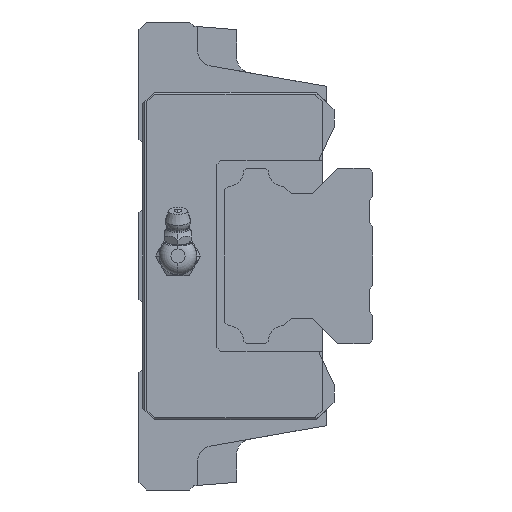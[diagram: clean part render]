
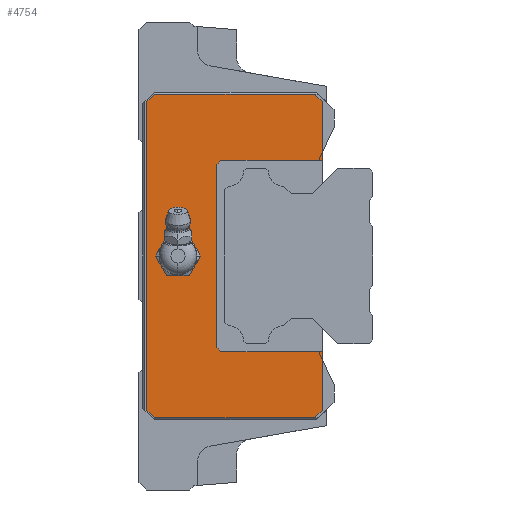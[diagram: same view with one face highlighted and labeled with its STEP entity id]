
A CAD part, left-side view. The second image highlights one B-rep face of the part: STEP entity #4754.
In plain terms, the highlighted planar face has unit normal (-1, 0, 0).
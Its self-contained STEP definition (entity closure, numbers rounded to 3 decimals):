
#1804 = VERTEX_POINT( '', #5010 );
#1884 = EDGE_CURVE( '', #2900, #4410, #5096, .T. );
#1912 = EDGE_CURVE( '', #4410, #4782, #5126, .T. );
#1922 = EDGE_CURVE( '', #3250, #2674, #5137, .T. );
#2106 = VERTEX_POINT( '', #5351 );
#2110 = VERTEX_POINT( '', #5355 );
#2230 = EDGE_CURVE( '', #4718, #2110, #5485, .T. );
#2596 = VERTEX_POINT( '', #5897 );
#2674 = VERTEX_POINT( '', #5985 );
#2684 = EDGE_CURVE( '', #3750, #4002, #5995, .T. );
#2872 = VERTEX_POINT( '', #6201 );
#2900 = VERTEX_POINT( '', #6231 );
#3048 = EDGE_CURVE( '', #3782, #4204, #6400, .T. );
#3164 = EDGE_CURVE( '', #3208, #2106, #6530, .T. );
#3186 = EDGE_CURVE( '', #1804, #4204, #6553, .T. );
#3202 = EDGE_CURVE( '', #4782, #2872, #6570, .T. );
#3208 = VERTEX_POINT( '', #6576 );
#3250 = VERTEX_POINT( '', #6622 );
#3390 = EDGE_CURVE( '', #2674, #2596, #6770, .T. );
#3600 = EDGE_CURVE( '', #2596, #1804, #6997, .T. );
#3644 = EDGE_CURVE( '', #2872, #3782, #7044, .T. );
#3730 = EDGE_CURVE( '', #3208, #3250, #7134, .T. );
#3750 = VERTEX_POINT( '', #7154 );
#3782 = VERTEX_POINT( '', #7191 );
#4002 = VERTEX_POINT( '', #7435 );
#4160 = EDGE_CURVE( '', #2106, #3750, #7610, .T. );
#4204 = VERTEX_POINT( '', #7655 );
#4328 = EDGE_CURVE( '', #4002, #2900, #7786, .T. );
#4410 = VERTEX_POINT( '', #7875 );
#4650 = EDGE_CURVE( '', #2110, #4718, #8136, .T. );
#4718 = VERTEX_POINT( '', #8210 );
#4754 = ADVANCED_FACE( '', ( #8251, #8252 ), #8253, .F. );
#4782 = VERTEX_POINT( '', #8286 );
#5010 = CARTESIAN_POINT( '', ( 178.6, 39., 24.5 ) );
#5096 = LINE( '', #8733, #8734 );
#5126 = LINE( '', #8789, #8790 );
#5137 = LINE( '', #8805, #8806 );
#5351 = CARTESIAN_POINT( '', ( 178.6, 13., -39.5 ) );
#5355 = CARTESIAN_POINT( '', ( 178.6, 54.864, 0. ) );
#5485 = CIRCLE( '', #9346, 4.864 );
#5897 = CARTESIAN_POINT( '', ( 178.6, 40., 23.5 ) );
#5985 = CARTESIAN_POINT( '', ( 178.6, 40., -23.5 ) );
#5995 = LINE( '', #10095, #10096 );
#6201 = CARTESIAN_POINT( '', ( 178.6, 15., 41.5 ) );
#6231 = CARTESIAN_POINT( '', ( 178.6, 58., -39.5 ) );
#6400 = LINE( '', #10664, #10665 );
#6530 = LINE( '', #10929, #10930 );
#6553 = LINE( '', #10956, #10957 );
#6570 = LINE( '', #10987, #10988 );
#6576 = CARTESIAN_POINT( '', ( 178.6, 13., -24.5 ) );
#6622 = CARTESIAN_POINT( '', ( 178.6, 39., -24.5 ) );
#6770 = LINE( '', #11277, #11278 );
#6997 = LINE( '', #11680, #11681 );
#7044 = LINE( '', #11749, #11750 );
#7134 = LINE( '', #11895, #11896 );
#7154 = CARTESIAN_POINT( '', ( 178.6, 15., -41.5 ) );
#7191 = CARTESIAN_POINT( '', ( 178.6, 13., 39.5 ) );
#7435 = CARTESIAN_POINT( '', ( 178.6, 56., -41.5 ) );
#7610 = LINE( '', #12649, #12650 );
#7655 = CARTESIAN_POINT( '', ( 178.6, 13., 24.5 ) );
#7786 = LINE( '', #12925, #12926 );
#7875 = CARTESIAN_POINT( '', ( 178.6, 58., 39.5 ) );
#8136 = CIRCLE( '', #13445, 4.864 );
#8210 = CARTESIAN_POINT( '', ( 178.6, 45.136, 0. ) );
#8251 = FACE_BOUND( '', #13621, .T. );
#8252 = FACE_OUTER_BOUND( '', #13622, .T. );
#8253 = PLANE( '', #13623 );
#8286 = CARTESIAN_POINT( '', ( 178.6, 56., 41.5 ) );
#8733 = CARTESIAN_POINT( '', ( 178.6, 58., -19.75 ) );
#8734 = VECTOR( '', #14025, 1. );
#8789 = CARTESIAN_POINT( '', ( 178.6, 55.875, 41.625 ) );
#8790 = VECTOR( '', #14057, 1. );
#8805 = CARTESIAN_POINT( '', ( 178.6, 37.875, -25.625 ) );
#8806 = VECTOR( '', #14070, 1. );
#9346 = AXIS2_PLACEMENT_3D( '', #14477, #14478, #14479 );
#10095 = CARTESIAN_POINT( '', ( 178.6, 12.5, -41.5 ) );
#10096 = VECTOR( '', #15068, 1. );
#10664 = CARTESIAN_POINT( '', ( 178.6, 13., 19.75 ) );
#10665 = VECTOR( '', #15611, 1. );
#10929 = CARTESIAN_POINT( '', ( 178.6, 13., 19.75 ) );
#10930 = VECTOR( '', #15762, 1. );
#10956 = CARTESIAN_POINT( '', ( 178.6, 24.5, 24.5 ) );
#10957 = VECTOR( '', #15772, 1. );
#10987 = CARTESIAN_POINT( '', ( 178.6, 33., 41.5 ) );
#10988 = VECTOR( '', #15787, 1. );
#11277 = CARTESIAN_POINT( '', ( 178.6, 40., -11.75 ) );
#11278 = VECTOR( '', #15962, 1. );
#11680 = CARTESIAN_POINT( '', ( 178.6, 38.375, 25.125 ) );
#11681 = VECTOR( '', #16193, 1. );
#11749 = CARTESIAN_POINT( '', ( 178.6, 3.375, 29.875 ) );
#11750 = VECTOR( '', #16234, 1. );
#11895 = CARTESIAN_POINT( '', ( 178.6, 11.5, -24.5 ) );
#11896 = VECTOR( '', #16309, 1. );
#12649 = CARTESIAN_POINT( '', ( 178.6, 2.375, -28.875 ) );
#12650 = VECTOR( '', #16845, 1. );
#12925 = CARTESIAN_POINT( '', ( 178.6, 54.875, -42.625 ) );
#12926 = VECTOR( '', #16979, 1. );
#13445 = AXIS2_PLACEMENT_3D( '', #17325, #17326, #17327 );
#13621 = EDGE_LOOP( '', ( #17450, #17451 ) );
#13622 = EDGE_LOOP( '', ( #17452, #17453, #17454, #17455, #17456, #17457, #17458, #17459, #17460, #17461, #17462, #17463, #17464, #17465 ) );
#13623 = AXIS2_PLACEMENT_3D( '', #17466, #17467, #17468 );
#14025 = DIRECTION( '', ( 0., 0., 1. ) );
#14057 = DIRECTION( '', ( 0., -0.707, 0.707 ) );
#14070 = DIRECTION( '', ( 0., 0.707, 0.707 ) );
#14477 = CARTESIAN_POINT( '', ( 178.6, 50., 0. ) );
#14478 = DIRECTION( '', ( 1., 0., 0. ) );
#14479 = DIRECTION( '', ( 0., 1., 0. ) );
#15068 = DIRECTION( '', ( 0., 1., 0. ) );
#15611 = DIRECTION( '', ( 0., 0., -1. ) );
#15762 = DIRECTION( '', ( 0., 0., -1. ) );
#15772 = DIRECTION( '', ( 0., -1., 0. ) );
#15787 = DIRECTION( '', ( 0., -1., 0. ) );
#15962 = DIRECTION( '', ( 0., 0., 1. ) );
#16193 = DIRECTION( '', ( 0., -0.707, 0.707 ) );
#16234 = DIRECTION( '', ( 0., -0.707, -0.707 ) );
#16309 = DIRECTION( '', ( 0., 1., 0. ) );
#16845 = DIRECTION( '', ( 0., 0.707, -0.707 ) );
#16979 = DIRECTION( '', ( 0., 0.707, 0.707 ) );
#17325 = CARTESIAN_POINT( '', ( 178.6, 50., 0. ) );
#17326 = DIRECTION( '', ( 1., 0., 0. ) );
#17327 = DIRECTION( '', ( 0., 1., 0. ) );
#17450 = ORIENTED_EDGE( '', *, *, #4650, .T. );
#17451 = ORIENTED_EDGE( '', *, *, #2230, .T. );
#17452 = ORIENTED_EDGE( '', *, *, #3730, .T. );
#17453 = ORIENTED_EDGE( '', *, *, #1922, .T. );
#17454 = ORIENTED_EDGE( '', *, *, #3390, .T. );
#17455 = ORIENTED_EDGE( '', *, *, #3600, .T. );
#17456 = ORIENTED_EDGE( '', *, *, #3186, .T. );
#17457 = ORIENTED_EDGE( '', *, *, #3048, .F. );
#17458 = ORIENTED_EDGE( '', *, *, #3644, .F. );
#17459 = ORIENTED_EDGE( '', *, *, #3202, .F. );
#17460 = ORIENTED_EDGE( '', *, *, #1912, .F. );
#17461 = ORIENTED_EDGE( '', *, *, #1884, .F. );
#17462 = ORIENTED_EDGE( '', *, *, #4328, .F. );
#17463 = ORIENTED_EDGE( '', *, *, #2684, .F. );
#17464 = ORIENTED_EDGE( '', *, *, #4160, .F. );
#17465 = ORIENTED_EDGE( '', *, *, #3164, .F. );
#17466 = CARTESIAN_POINT( '', ( 178.6, 10., 0. ) );
#17467 = DIRECTION( '', ( 1., 0., 0. ) );
#17468 = DIRECTION( '', ( 0., 0., -1. ) );
